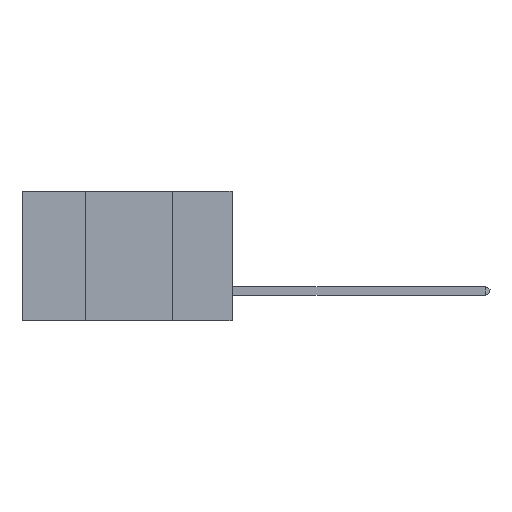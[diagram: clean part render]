
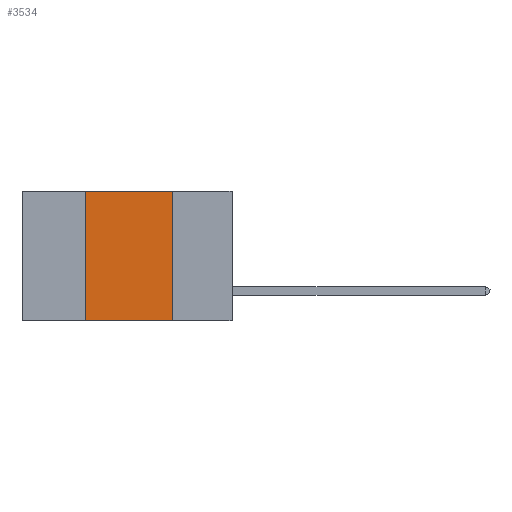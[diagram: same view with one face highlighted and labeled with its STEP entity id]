
A CAD part, left-side view. The second image highlights one B-rep face of the part: STEP entity #3534.
In plain terms, the highlighted planar face has unit normal (-1, 0, 0).
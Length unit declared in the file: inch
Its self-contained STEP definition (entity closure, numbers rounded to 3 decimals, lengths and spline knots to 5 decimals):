
#699 = VECTOR ( 'NONE', #6504, 39.37008 ) ;
#1790 = EDGE_CURVE ( 'NONE', #8257, #13085, #11831, .T. ) ;
#2612 = CARTESIAN_POINT ( 'NONE',  ( 0., 0.6, 0. ) ) ;
#2779 = VERTEX_POINT ( 'NONE', #13233 ) ;
#3012 = VECTOR ( 'NONE', #9059, 39.37008 ) ;
#3036 = VECTOR ( 'NONE', #3761, 39.37008 ) ;
#3285 = FACE_OUTER_BOUND ( 'NONE', #8136, .T. ) ;
#3316 = ORIENTED_EDGE ( 'NONE', *, *, #10255, .F. ) ;
#3394 = CARTESIAN_POINT ( 'NONE',  ( 0., 0.6, 0. ) ) ;
#3534 = ADVANCED_FACE ( 'NONE', ( #3285 ), #13693, .F. ) ;
#3761 = DIRECTION ( 'NONE',  ( 0., 0., 1. ) ) ;
#4782 = LINE ( 'NONE', #10377, #3036 ) ;
#4861 = CARTESIAN_POINT ( 'NONE',  ( 0., 0.17, -0.37 ) ) ;
#5402 = AXIS2_PLACEMENT_3D ( 'NONE', #2612, #10298, #9090 ) ;
#5966 = LINE ( 'NONE', #12407, #3012 ) ;
#6456 = ORIENTED_EDGE ( 'NONE', *, *, #1790, .F. ) ;
#6504 = DIRECTION ( 'NONE',  ( 0., 0., -1. ) ) ;
#6795 = EDGE_CURVE ( 'NONE', #2779, #7931, #4782, .T. ) ;
#7842 = CARTESIAN_POINT ( 'NONE',  ( 0., 0.17, 0. ) ) ;
#7931 = VERTEX_POINT ( 'NONE', #10505 ) ;
#8136 = EDGE_LOOP ( 'NONE', ( #6456, #3316, #8162, #10177 ) ) ;
#8162 = ORIENTED_EDGE ( 'NONE', *, *, #6795, .F. ) ;
#8257 = VERTEX_POINT ( 'NONE', #7842 ) ;
#8290 = VECTOR ( 'NONE', #12379, 39.37008 ) ;
#9059 = DIRECTION ( 'NONE',  ( 0., -1., 0. ) ) ;
#9090 = DIRECTION ( 'NONE',  ( 0., 0., -1. ) ) ;
#10177 = ORIENTED_EDGE ( 'NONE', *, *, #13574, .T. ) ;
#10255 = EDGE_CURVE ( 'NONE', #7931, #8257, #14220, .T. ) ;
#10298 = DIRECTION ( 'NONE',  ( 1., 0., 0. ) ) ;
#10377 = CARTESIAN_POINT ( 'NONE',  ( 0., 0.42, 0. ) ) ;
#10505 = CARTESIAN_POINT ( 'NONE',  ( 0., 0.42, 0. ) ) ;
#10772 = CARTESIAN_POINT ( 'NONE',  ( 0., 0.17, 0. ) ) ;
#11831 = LINE ( 'NONE', #10772, #699 ) ;
#12379 = DIRECTION ( 'NONE',  ( 0., -1., 0. ) ) ;
#12407 = CARTESIAN_POINT ( 'NONE',  ( 0., 0.6, -0.37 ) ) ;
#13085 = VERTEX_POINT ( 'NONE', #4861 ) ;
#13233 = CARTESIAN_POINT ( 'NONE',  ( 0., 0.42, -0.37 ) ) ;
#13574 = EDGE_CURVE ( 'NONE', #2779, #13085, #5966, .T. ) ;
#13693 = PLANE ( 'NONE',  #5402 ) ;
#14220 = LINE ( 'NONE', #3394, #8290 ) ;
